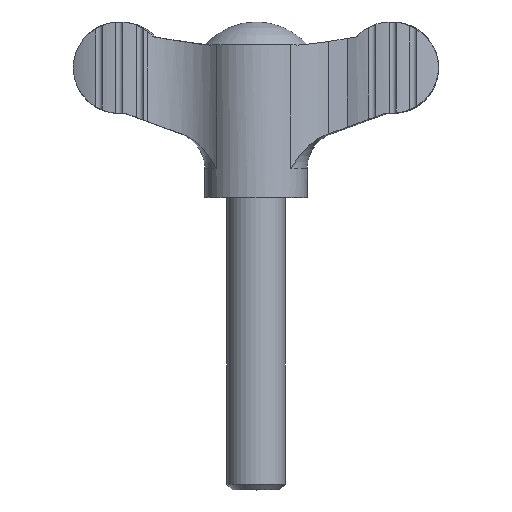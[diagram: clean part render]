
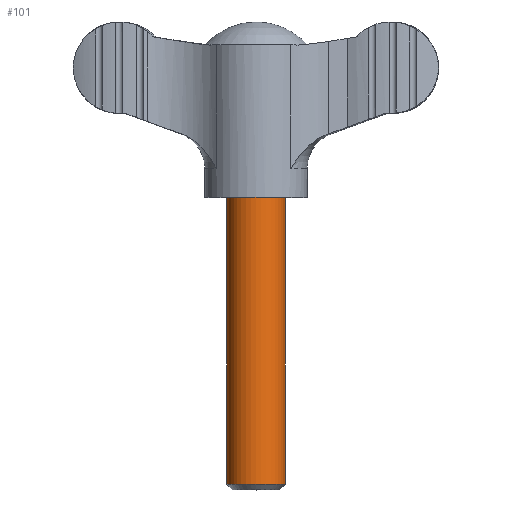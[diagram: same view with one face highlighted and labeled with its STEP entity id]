
A CAD part, top view. The second image highlights one B-rep face of the part: STEP entity #101.
In plain terms, the highlighted cylindrical face has radius 4 mm (diameter 8 mm), a full revolution.
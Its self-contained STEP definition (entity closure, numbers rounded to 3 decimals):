
#101 = ADVANCED_FACE( '', ( #234, #235 ), #236, .T. );
#234 = FACE_OUTER_BOUND( '', #400, .T. );
#235 = FACE_OUTER_BOUND( '', #401, .T. );
#236 = CYLINDRICAL_SURFACE( '', #402, 4. );
#400 = EDGE_LOOP( '', ( #636 ) );
#401 = EDGE_LOOP( '', ( #637 ) );
#402 = AXIS2_PLACEMENT_3D( '', #638, #639, #640 );
#636 = ORIENTED_EDGE( '', *, *, #1071, .F. );
#637 = ORIENTED_EDGE( '', *, *, #1072, .T. );
#638 = CARTESIAN_POINT( '', ( 0., -40., 0. ) );
#639 = DIRECTION( '', ( 0., 1., 0. ) );
#640 = DIRECTION( '', ( 0., 0., -1. ) );
#1071 = EDGE_CURVE( '', #1312, #1312, #1313, .T. );
#1072 = EDGE_CURVE( '', #1314, #1314, #1315, .F. );
#1312 = VERTEX_POINT( '', #1856 );
#1313 = CIRCLE( '', #1857, 4. );
#1314 = VERTEX_POINT( '', #1858 );
#1315 = CIRCLE( '', #1859, 4. );
#1856 = CARTESIAN_POINT( '', ( 0., -39.233, -4. ) );
#1857 = AXIS2_PLACEMENT_3D( '', #2415, #2416, #2417 );
#1858 = CARTESIAN_POINT( '', ( 0., 0., 4. ) );
#1859 = AXIS2_PLACEMENT_3D( '', #2418, #2419, #2420 );
#2415 = CARTESIAN_POINT( '', ( 0., -39.233, 0. ) );
#2416 = DIRECTION( '', ( 0., -1., 0. ) );
#2417 = DIRECTION( '', ( 0., 0., -1. ) );
#2418 = CARTESIAN_POINT( '', ( 0., 0., 0. ) );
#2419 = DIRECTION( '', ( 0., 1., 0. ) );
#2420 = DIRECTION( '', ( 0., 0., 1. ) );
